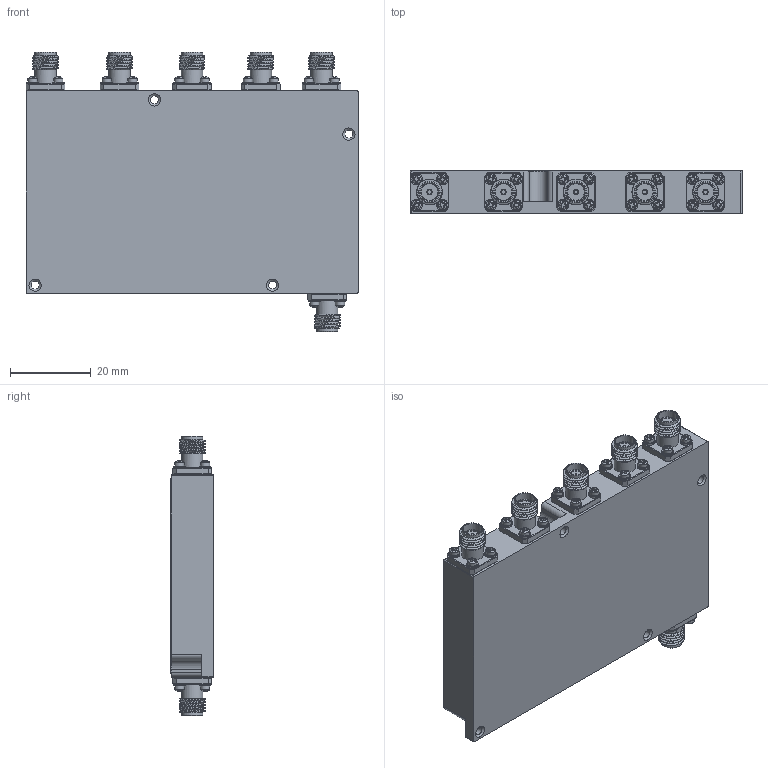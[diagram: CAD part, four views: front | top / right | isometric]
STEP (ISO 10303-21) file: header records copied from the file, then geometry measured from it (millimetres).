
FILE_DESCRIPTION (( 'STEP AP214' ), '1' );
FILE_NAME ('P5P-218-S6F.STEP', '2024-09-17T17:57:04', ( '' ), ( '' ), 'SwSTEP 2.0', 'SolidWorks 2024', '' );
FILE_SCHEMA (( 'AUTOMOTIVE_DESIGN' ));
Length unit declared in the file: inch
Products named in the file (1): P5P-218-S6F
Bounding box: 82 x 10.54 x 69.05 mm (x, y, z)
Surface area: 17726.4 mm2 (no closed solid volume)
Topology: 0 solids, 66 shells, 1002 faces, 3685 edges, 2881 vertices
Faces by surface type: plane 631, cylinder 196, cone 99, torus 40, sphere 24, bspline 12
Full cylindrical faces by diameter (mm): 1.016 x2, 2.032 x4, 2.286 x24, 4.191 x6, 4.597 x6, 5.283 x12
Entity records: 59574 total; most frequent: CARTESIAN_POINT 17274, ORIENTED_EDGE 6262, DIRECTION 5642, EDGE_CURVE 3553, VERTEX_POINT 2847, AXIS2_PLACEMENT_3D 1918, LINE 1806, VECTOR 1806
